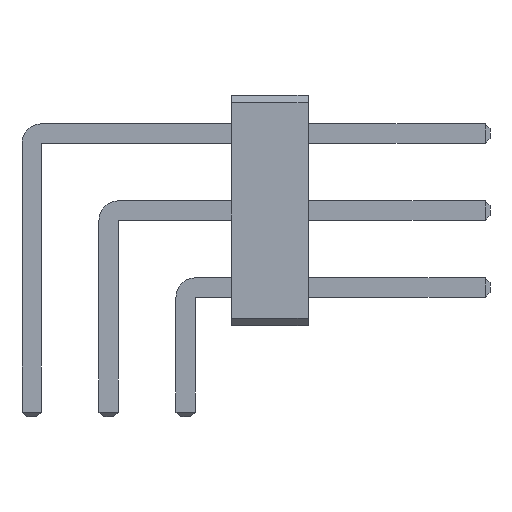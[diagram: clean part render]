
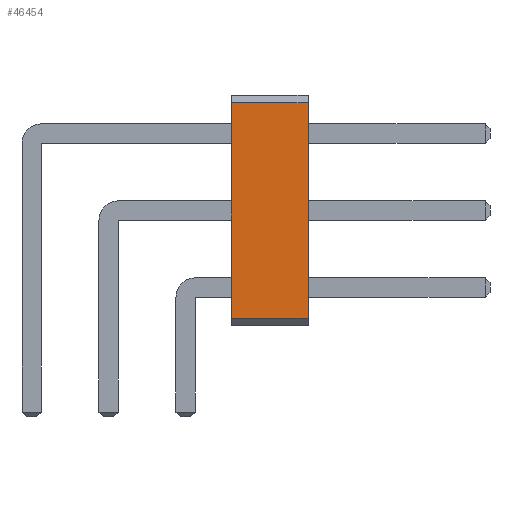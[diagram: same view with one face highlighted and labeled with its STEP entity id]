
A CAD part, front view. The second image highlights one B-rep face of the part: STEP entity #46454.
In plain terms, the highlighted planar face has unit normal (0, -1, 0).
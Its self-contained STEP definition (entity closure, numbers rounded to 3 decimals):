
#46454 = ADVANCED_FACE('',(#46455),#46489,.T.);
#46455 = FACE_BOUND('',#46456,.T.);
#46456 = EDGE_LOOP('',(#46457,#46467,#46475,#46483));
#46457 = ORIENTED_EDGE('',*,*,#46458,.T.);
#46458 = EDGE_CURVE('',#46459,#46461,#46463,.T.);
#46459 = VERTEX_POINT('',#46460);
#46460 = CARTESIAN_POINT('',(6.58,-59.69,0.254));
#46461 = VERTEX_POINT('',#46462);
#46462 = CARTESIAN_POINT('',(9.12,-59.69,0.254));
#46463 = LINE('',#46464,#46465);
#46464 = CARTESIAN_POINT('',(6.58,-59.69,0.254));
#46465 = VECTOR('',#46466,1.);
#46466 = DIRECTION('',(1.,0.,0.));
#46467 = ORIENTED_EDGE('',*,*,#46468,.T.);
#46468 = EDGE_CURVE('',#46461,#46469,#46471,.T.);
#46469 = VERTEX_POINT('',#46470);
#46470 = CARTESIAN_POINT('',(9.12,-59.69,7.366));
#46471 = LINE('',#46472,#46473);
#46472 = CARTESIAN_POINT('',(9.12,-59.69,0.254));
#46473 = VECTOR('',#46474,1.);
#46474 = DIRECTION('',(0.,0.,1.));
#46475 = ORIENTED_EDGE('',*,*,#46476,.F.);
#46476 = EDGE_CURVE('',#46477,#46469,#46479,.T.);
#46477 = VERTEX_POINT('',#46478);
#46478 = CARTESIAN_POINT('',(6.58,-59.69,7.366));
#46479 = LINE('',#46480,#46481);
#46480 = CARTESIAN_POINT('',(6.58,-59.69,7.366));
#46481 = VECTOR('',#46482,1.);
#46482 = DIRECTION('',(1.,0.,0.));
#46483 = ORIENTED_EDGE('',*,*,#46484,.F.);
#46484 = EDGE_CURVE('',#46459,#46477,#46485,.T.);
#46485 = LINE('',#46486,#46487);
#46486 = CARTESIAN_POINT('',(6.58,-59.69,0.254));
#46487 = VECTOR('',#46488,1.);
#46488 = DIRECTION('',(0.,0.,1.));
#46489 = PLANE('',#46490);
#46490 = AXIS2_PLACEMENT_3D('',#46491,#46492,#46493);
#46491 = CARTESIAN_POINT('',(6.58,-59.69,0.254));
#46492 = DIRECTION('',(0.,-1.,0.));
#46493 = DIRECTION('',(0.,0.,1.));
